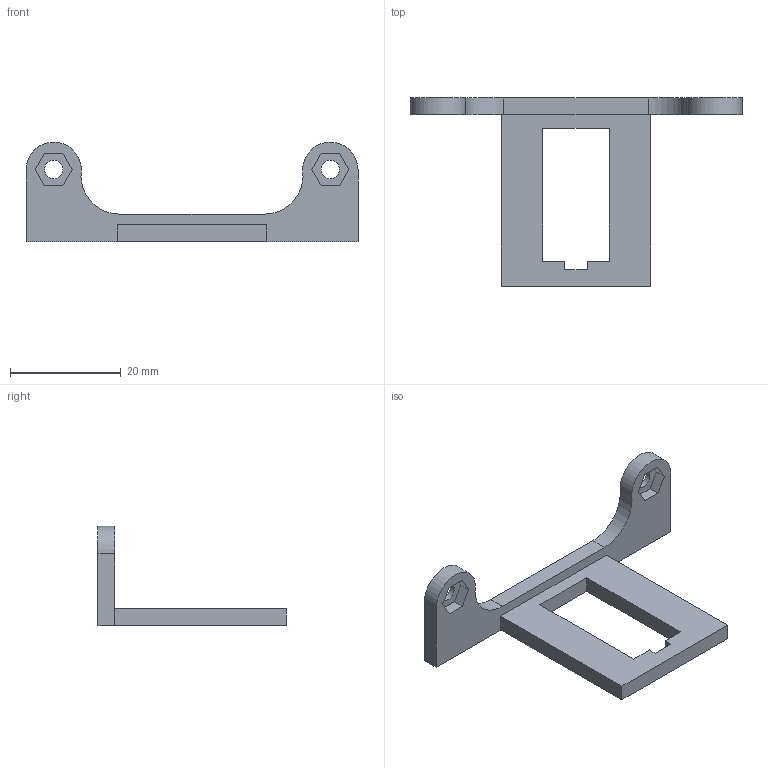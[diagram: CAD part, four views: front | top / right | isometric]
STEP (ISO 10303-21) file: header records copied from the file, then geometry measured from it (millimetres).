
FILE_DESCRIPTION(('FreeCAD Model'),'2;1');
FILE_NAME('p.step','2014-10-06T13:39:08',('FreeCAD') ,('FreeCAD'),'Open CASCADE STEP processor 6.6','FreeCAD','Unknown');
FILE_SCHEMA(('AUTOMOTIVE_DESIGN_CC2 { 1 2 10303 214 -1 1 5 4 }'));
Length unit declared in the file: millimetre
Products named in the file (1): PortaBAT
Bounding box: 60 x 34 x 18 mm (x, y, z)
Volume: 3170.8 mm3; surface area: 3183.5 mm2
Topology: 1 solids, 1 shells, 39 faces, 102 edges, 68 vertices
Faces by surface type: plane 33, cylinder 6
Full cylindrical faces by diameter (mm): 3.3 x2
Entity records: 2509 total; most frequent: CARTESIAN_POINT 542, DIRECTION 320, LINE 214, VECTOR 214, ORIENTED_EDGE 204, PCURVE 204, DEFINITIONAL_REPRESENTATION 204, EDGE_CURVE 102
